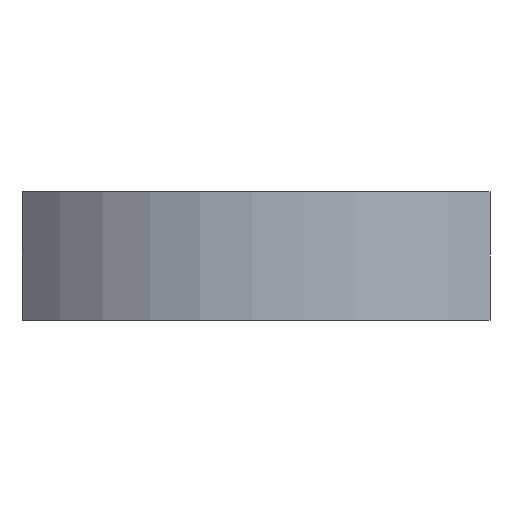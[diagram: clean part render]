
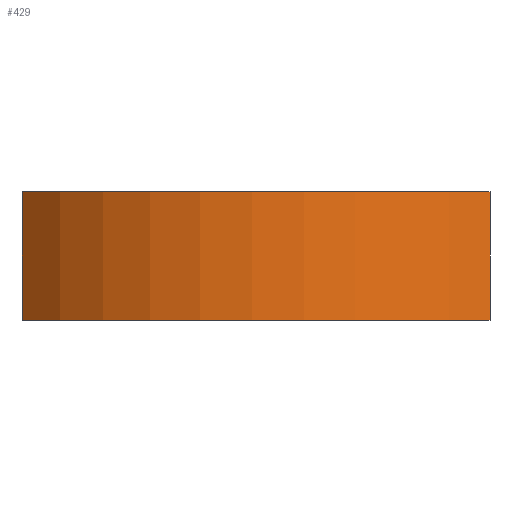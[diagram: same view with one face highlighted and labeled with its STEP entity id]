
A CAD part, front view. The second image highlights one B-rep face of the part: STEP entity #429.
In plain terms, the highlighted cylindrical face has radius 51.5 mm (diameter 103 mm), a partial arc.
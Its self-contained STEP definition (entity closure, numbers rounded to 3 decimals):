
#49=FACE_OUTER_BOUND('',#71,.T.);
#71=EDGE_LOOP('',(#345,#346,#347,#348));
#113=LINE('',#724,#149);
#114=LINE('',#730,#150);
#149=VECTOR('',#597,10.);
#150=VECTOR('',#604,10.);
#177=CIRCLE('',#486,51.5);
#178=CIRCLE('',#487,51.5);
#213=VERTEX_POINT('',#720);
#214=VERTEX_POINT('',#722);
#215=VERTEX_POINT('',#726);
#216=VERTEX_POINT('',#728);
#269=EDGE_CURVE('',#213,#214,#113,.T.);
#270=EDGE_CURVE('',#215,#213,#177,.T.);
#271=EDGE_CURVE('',#216,#214,#178,.T.);
#272=EDGE_CURVE('',#215,#216,#114,.T.);
#345=ORIENTED_EDGE('',*,*,#270,.T.);
#346=ORIENTED_EDGE('',*,*,#269,.T.);
#347=ORIENTED_EDGE('',*,*,#271,.F.);
#348=ORIENTED_EDGE('',*,*,#272,.F.);
#411=CYLINDRICAL_SURFACE('',#485,51.5);
#429=ADVANCED_FACE('',(#49),#411,.T.);
#485=AXIS2_PLACEMENT_3D('',#725,#598,#599);
#486=AXIS2_PLACEMENT_3D('',#727,#600,#601);
#487=AXIS2_PLACEMENT_3D('',#729,#602,#603);
#597=DIRECTION('',(0.,0.,1.));
#598=DIRECTION('center_axis',(0.,0.,1.));
#599=DIRECTION('ref_axis',(-0.737,-0.676,0.));
#600=DIRECTION('center_axis',(0.,0.,1.));
#601=DIRECTION('ref_axis',(-0.737,-0.676,0.));
#602=DIRECTION('center_axis',(0.,0.,1.));
#603=DIRECTION('ref_axis',(-0.737,-0.676,0.));
#604=DIRECTION('',(0.,0.,1.));
#720=CARTESIAN_POINT('',(35.,-37.779,0.));
#722=CARTESIAN_POINT('',(35.,-37.779,20.));
#724=CARTESIAN_POINT('',(35.,-37.779,0.));
#725=CARTESIAN_POINT('Origin',(0.,0.,
0.));
#726=CARTESIAN_POINT('',(-37.945,-34.82,0.));
#727=CARTESIAN_POINT('Origin',(0.,0.,
0.));
#728=CARTESIAN_POINT('',(-37.945,-34.82,20.));
#729=CARTESIAN_POINT('Origin',(0.,0.,
20.));
#730=CARTESIAN_POINT('',(-37.945,-34.82,0.));
